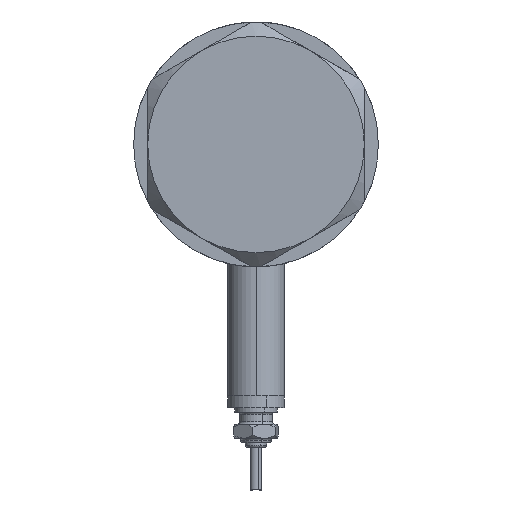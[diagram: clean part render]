
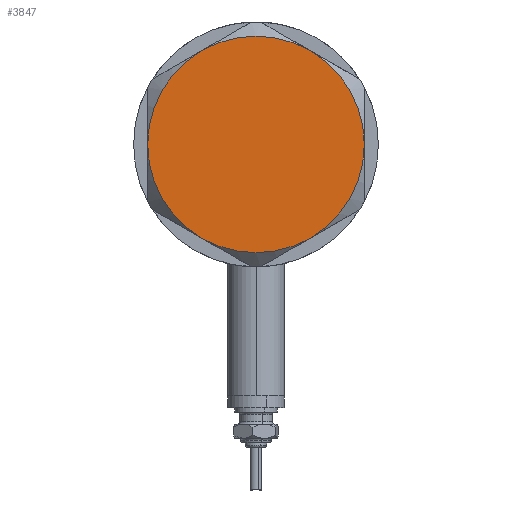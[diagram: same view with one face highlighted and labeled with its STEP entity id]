
A CAD part, left-side view. The second image highlights one B-rep face of the part: STEP entity #3847.
In plain terms, the highlighted face is planar.
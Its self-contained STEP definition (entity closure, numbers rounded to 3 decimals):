
#114 = EDGE_CURVE ( 'NONE', #5435, #2765, #1834, .T. ) ;
#129 = AXIS2_PLACEMENT_3D ( 'NONE', #2823, #5245, #3802 ) ;
#210 = EDGE_LOOP ( 'NONE', ( #4238, #722, #4104, #4658, #4100, #1421 ) ) ;
#239 = CARTESIAN_POINT ( 'NONE',  ( 0., 0., 9. ) ) ;
#263 = EDGE_CURVE ( 'NONE', #3460, #4575, #307, .T. ) ;
#307 = CIRCLE ( 'NONE', #1328, 23. ) ;
#356 = AXIS2_PLACEMENT_3D ( 'NONE', #2659, #4684, #4597 ) ;
#560 = DIRECTION ( 'NONE',  ( 0., 0., 1. ) ) ;
#722 = ORIENTED_EDGE ( 'NONE', *, *, #6118, .T. ) ;
#1060 = DIRECTION ( 'NONE',  ( 1., 0., 0. ) ) ;
#1328 = AXIS2_PLACEMENT_3D ( 'NONE', #239, #5574, #4600 ) ;
#1421 = ORIENTED_EDGE ( 'NONE', *, *, #3195, .T. ) ;
#1423 = VERTEX_POINT ( 'NONE', #5320 ) ;
#1537 = DIRECTION ( 'NONE',  ( 1., 0., 0. ) ) ;
#1546 = FACE_OUTER_BOUND ( 'NONE', #210, .T. ) ;
#1578 = AXIS2_PLACEMENT_3D ( 'NONE', #2601, #2981, #1060 ) ;
#1584 = EDGE_CURVE ( 'NONE', #1423, #2410, #4495, .T. ) ;
#1613 = DIRECTION ( 'NONE',  ( 1., 0., 0. ) ) ;
#1834 = CIRCLE ( 'NONE', #3970, 23. ) ;
#1958 = DIRECTION ( 'NONE',  ( 0., 0., 1. ) ) ;
#2410 = VERTEX_POINT ( 'NONE', #4473 ) ;
#2413 = CARTESIAN_POINT ( 'NONE',  ( 0., 0., 9. ) ) ;
#2465 = AXIS2_PLACEMENT_3D ( 'NONE', #2519, #560, #1613 ) ;
#2519 = CARTESIAN_POINT ( 'NONE',  ( 0., 0., 9. ) ) ;
#2601 = CARTESIAN_POINT ( 'NONE',  ( 0., 0., 9. ) ) ;
#2649 = CARTESIAN_POINT ( 'NONE',  ( 11.5, -19.919, 9. ) ) ;
#2659 = CARTESIAN_POINT ( 'NONE',  ( 0., 0., 9. ) ) ;
#2765 = VERTEX_POINT ( 'NONE', #3454 ) ;
#2823 = CARTESIAN_POINT ( 'NONE',  ( 0., 0., 9. ) ) ;
#2906 = CIRCLE ( 'NONE', #356, 23. ) ;
#2981 = DIRECTION ( 'NONE',  ( 0., 0., 1. ) ) ;
#3195 = EDGE_CURVE ( 'NONE', #2410, #3460, #4501, .T. ) ;
#3385 = AXIS2_PLACEMENT_3D ( 'NONE', #6168, #6265, #5236 ) ;
#3454 = CARTESIAN_POINT ( 'NONE',  ( -11.5, 19.919, 9. ) ) ;
#3460 = VERTEX_POINT ( 'NONE', #2649 ) ;
#3504 = PLANE ( 'NONE',  #129 ) ;
#3802 = DIRECTION ( 'NONE',  ( 1., 0., 0. ) ) ;
#3829 = CARTESIAN_POINT ( 'NONE',  ( 11.5, 19.919, 9. ) ) ;
#3847 = ADVANCED_FACE ( 'NONE', ( #1546 ), #3504, .T. ) ;
#3916 = CARTESIAN_POINT ( 'NONE',  ( 23., 0., 9. ) ) ;
#3970 = AXIS2_PLACEMENT_3D ( 'NONE', #2413, #1958, #1537 ) ;
#4100 = ORIENTED_EDGE ( 'NONE', *, *, #1584, .T. ) ;
#4104 = ORIENTED_EDGE ( 'NONE', *, *, #114, .T. ) ;
#4124 = CIRCLE ( 'NONE', #1578, 23. ) ;
#4238 = ORIENTED_EDGE ( 'NONE', *, *, #263, .T. ) ;
#4473 = CARTESIAN_POINT ( 'NONE',  ( -11.5, -19.919, 9. ) ) ;
#4495 = CIRCLE ( 'NONE', #2465, 23. ) ;
#4501 = CIRCLE ( 'NONE', #3385, 23. ) ;
#4575 = VERTEX_POINT ( 'NONE', #3916 ) ;
#4597 = DIRECTION ( 'NONE',  ( 1., 0., 0. ) ) ;
#4600 = DIRECTION ( 'NONE',  ( 1., 0., 0. ) ) ;
#4658 = ORIENTED_EDGE ( 'NONE', *, *, #6321, .T. ) ;
#4684 = DIRECTION ( 'NONE',  ( 0., 0., 1. ) ) ;
#5236 = DIRECTION ( 'NONE',  ( 1., 0., 0. ) ) ;
#5245 = DIRECTION ( 'NONE',  ( 0., 0., 1. ) ) ;
#5320 = CARTESIAN_POINT ( 'NONE',  ( -23., 0., 9. ) ) ;
#5435 = VERTEX_POINT ( 'NONE', #3829 ) ;
#5574 = DIRECTION ( 'NONE',  ( 0., 0., 1. ) ) ;
#6118 = EDGE_CURVE ( 'NONE', #4575, #5435, #4124, .T. ) ;
#6168 = CARTESIAN_POINT ( 'NONE',  ( 0., 0., 9. ) ) ;
#6265 = DIRECTION ( 'NONE',  ( 0., 0., 1. ) ) ;
#6321 = EDGE_CURVE ( 'NONE', #2765, #1423, #2906, .T. ) ;
